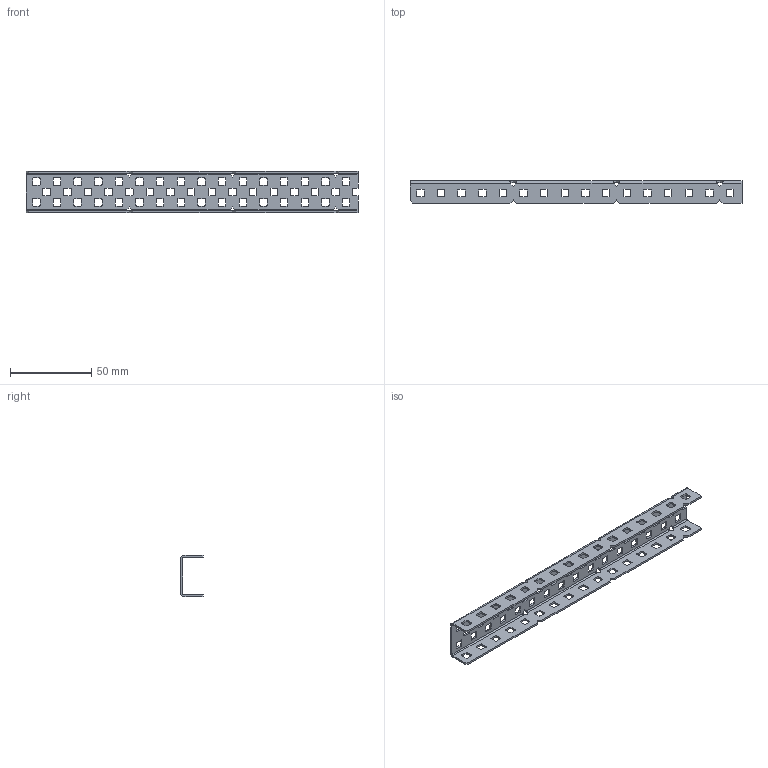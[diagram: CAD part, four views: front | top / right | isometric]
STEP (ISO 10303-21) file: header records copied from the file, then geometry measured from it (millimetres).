
FILE_DESCRIPTION(/* description */ (''),/* implementation_level */ '2;1');
FILE_NAME(/* name */ 'Aluminum C-Channel 1x2x1x16.ipt.step',/* time_stamp */ '2020-04-16T22:58:34-04:00',/* author */ ('Jordan'),/* organization */ (''),/* preprocessor_version */ 'ST-DEVELOPER v17',/* originating_system */ 'Autodesk Inventor 2019',/* authorisation */ '');
FILE_SCHEMA (('AUTOMOTIVE_DESIGN { 1 0 10303 214 3 1 1 }'));
Length unit declared in the file: inch
Products named in the file (1): Aluminum C-Channel 1x2x1x16
Bounding box: 204.19 x 13.87 x 25.4 mm (x, y, z)
Volume: 9742.1 mm3; surface area: 19010.3 mm2
Topology: 1 solids, 1 shells, 736 faces, 3192 edges, 3308 vertices
Faces by surface type: plane 378, cylinder 334, bspline 24
Entity records: 32267 total; most frequent: CARTESIAN_POINT 7759, DIRECTION 5268, ORIENTED_EDGE 4412, EDGE_CURVE 2206, AXIS2_PLACEMENT_3D 1877, LINE 1514, VECTOR 1514, VERTEX_POINT 1460
